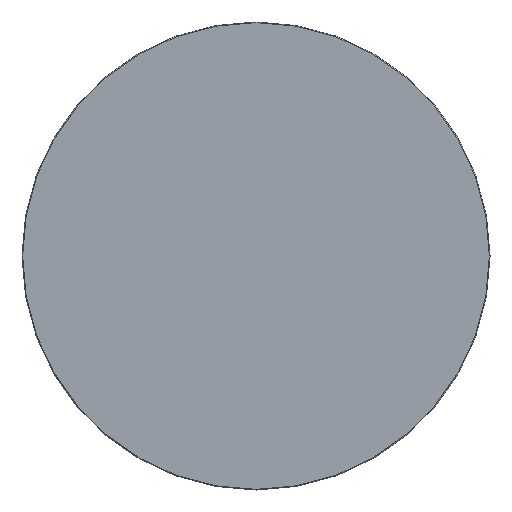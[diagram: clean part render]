
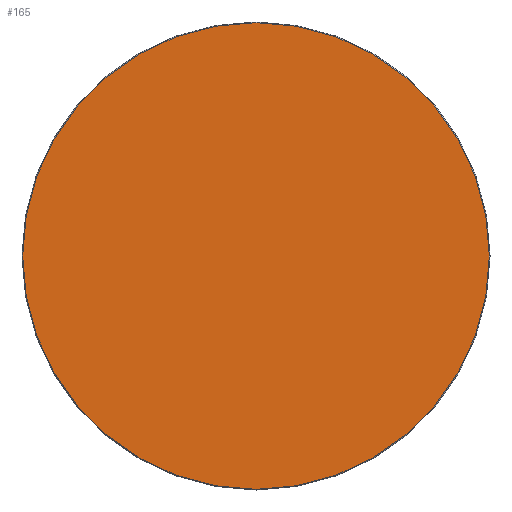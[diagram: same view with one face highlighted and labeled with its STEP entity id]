
A CAD part, front view. The second image highlights one B-rep face of the part: STEP entity #165.
In plain terms, the highlighted planar face has unit normal (0, -1, 0).
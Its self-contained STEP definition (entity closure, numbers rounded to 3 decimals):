
#22 = EDGE_CURVE ( 'NONE', #96, #158, #81, .T. ) ;
#23 = CARTESIAN_POINT ( 'NONE',  ( 0., 0., 0. ) ) ;
#31 = EDGE_LOOP ( 'NONE', ( #184, #147 ) ) ;
#32 = CIRCLE ( 'NONE', #39, 71.3 ) ;
#39 = AXIS2_PLACEMENT_3D ( 'NONE', #23, #215, #103 ) ;
#80 = DIRECTION ( 'NONE',  ( 0., -1., 0. ) ) ;
#81 = CIRCLE ( 'NONE', #245, 71.3 ) ;
#84 = FACE_OUTER_BOUND ( 'NONE', #31, .T. ) ;
#96 = VERTEX_POINT ( 'NONE', #141 ) ;
#103 = DIRECTION ( 'NONE',  ( -1., 0., 0. ) ) ;
#110 = EDGE_CURVE ( 'NONE', #158, #96, #32, .T. ) ;
#130 = DIRECTION ( 'NONE',  ( 1., 0., 0. ) ) ;
#137 = AXIS2_PLACEMENT_3D ( 'NONE', #151, #80, #130 ) ;
#141 = CARTESIAN_POINT ( 'NONE',  ( -71.3, 0., 0. ) ) ;
#147 = ORIENTED_EDGE ( 'NONE', *, *, #110, .F. ) ;
#151 = CARTESIAN_POINT ( 'NONE',  ( 0., 0., 0. ) ) ;
#158 = VERTEX_POINT ( 'NONE', #255 ) ;
#165 = ADVANCED_FACE ( 'NONE', ( #84 ), #234, .T. ) ;
#183 = CARTESIAN_POINT ( 'NONE',  ( 0., 0., 0. ) ) ;
#184 = ORIENTED_EDGE ( 'NONE', *, *, #22, .F. ) ;
#206 = DIRECTION ( 'NONE',  ( 0., 1., 0. ) ) ;
#215 = DIRECTION ( 'NONE',  ( 0., 1., 0. ) ) ;
#234 = PLANE ( 'NONE',  #137 ) ;
#245 = AXIS2_PLACEMENT_3D ( 'NONE', #183, #206, #270 ) ;
#255 = CARTESIAN_POINT ( 'NONE',  ( 71.3, 0., 0. ) ) ;
#270 = DIRECTION ( 'NONE',  ( -1., 0., 0. ) ) ;
